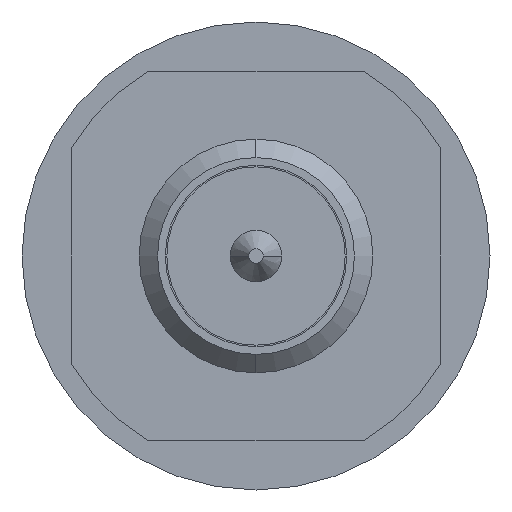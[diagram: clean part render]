
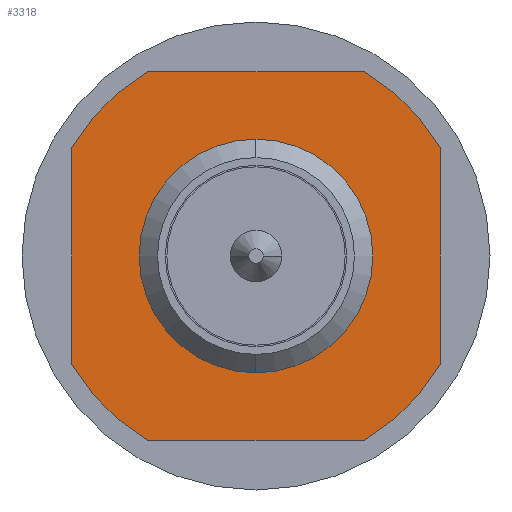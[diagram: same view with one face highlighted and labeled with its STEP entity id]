
A CAD part, front view. The second image highlights one B-rep face of the part: STEP entity #3318.
In plain terms, the highlighted planar face has unit normal (0, -1, 0).
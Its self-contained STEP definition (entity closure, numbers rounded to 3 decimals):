
#4 = CARTESIAN_POINT ( 'NONE',  ( -1.47, -18.85, 2.5 ) ) ;
#38 = DIRECTION ( 'NONE',  ( -1., 0., 0. ) ) ;
#96 = CARTESIAN_POINT ( 'NONE',  ( 0., -18.85, -1.585 ) ) ;
#116 = VERTEX_POINT ( 'NONE', #1809 ) ;
#126 = ORIENTED_EDGE ( 'NONE', *, *, #432, .F. ) ;
#127 = EDGE_CURVE ( 'Defeature ausgef�hrt3_19+Defeature ausgef�hrt3_0+Defeature ausgef�hrt3_0+Defeature ausgef�hrt3_0', #116, #3707, #3477, .T. ) ;
#179 = EDGE_CURVE ( 'Defeature ausgef�hrt3_17+Defeature ausgef�hrt3_19+Defeature ausgef�hrt3_32+Defeature ausgef�hrt3_31', #3061, #3498, #4150, .T. ) ;
#184 = CARTESIAN_POINT ( 'NONE',  ( -3.176, -18.85, -2.5 ) ) ;
#188 = EDGE_LOOP ( 'NONE', ( #3496, #1047, #478, #126, #2604, #2375, #3548, #3165 ) ) ;
#202 = AXIS2_PLACEMENT_3D ( 'NONE', #565, #2289, #4078 ) ;
#216 = CARTESIAN_POINT ( 'NONE',  ( -2.5, -18.85, 3.176 ) ) ;
#294 = VECTOR ( 'NONE', #1633, 1000. ) ;
#389 = VERTEX_POINT ( 'NONE', #1400 ) ;
#418 = CARTESIAN_POINT ( 'NONE',  ( 2.9, -18.85, 0. ) ) ;
#432 = EDGE_CURVE ( 'Defeature ausgef�hrt3_21+Defeature ausgef�hrt3_19+Defeature ausgef�hrt3_30+Defeature ausgef�hrt3_29', #3107, #1832, #841, .T. ) ;
#465 = DIRECTION ( 'NONE',  ( -1., 0., 0. ) ) ;
#478 = ORIENTED_EDGE ( 'NONE', *, *, #772, .T. ) ;
#487 = VERTEX_POINT ( 'NONE', #4 ) ;
#565 = CARTESIAN_POINT ( 'NONE',  ( 0., -18.85, 0. ) ) ;
#572 = AXIS2_PLACEMENT_3D ( 'NONE', #3239, #2587, #3946 ) ;
#594 = CARTESIAN_POINT ( 'NONE',  ( 2.5, -18.85, 1.47 ) ) ;
#771 = LINE ( 'NONE', #3089, #294 ) ;
#772 = EDGE_CURVE ( 'Defeature ausgef�hrt3_19+Defeature ausgef�hrt3_29+Defeature ausgef�hrt3_18+Defeature ausgef�hrt3_21', #3375, #1832, #1378, .T. ) ;
#841 = CIRCLE ( 'NONE', #3236, 2.9 ) ;
#927 = VECTOR ( 'NONE', #4013, 1000. ) ;
#1034 = FACE_OUTER_BOUND ( 'NONE', #188, .T. ) ;
#1047 = ORIENTED_EDGE ( 'NONE', *, *, #2912, .F. ) ;
#1052 = CARTESIAN_POINT ( 'NONE',  ( 0., -18.85, 0. ) ) ;
#1186 = LINE ( 'NONE', #4524, #2015 ) ;
#1378 = LINE ( 'NONE', #216, #1485 ) ;
#1400 = CARTESIAN_POINT ( 'NONE',  ( 2.5, -18.85, -1.47 ) ) ;
#1438 = AXIS2_PLACEMENT_3D ( 'NONE', #4502, #2030, #2733 ) ;
#1485 = VECTOR ( 'NONE', #3031, 1000. ) ;
#1615 = VERTEX_POINT ( 'NONE', #2045 ) ;
#1633 = DIRECTION ( 'NONE',  ( 0., 0., 1. ) ) ;
#1696 = CARTESIAN_POINT ( 'NONE',  ( -1.47, -18.85, -2.5 ) ) ;
#1776 = CARTESIAN_POINT ( 'NONE',  ( -2.5, -18.85, 1.47 ) ) ;
#1809 = CARTESIAN_POINT ( 'NONE',  ( 0., -18.85, 1.585 ) ) ;
#1832 = VERTEX_POINT ( 'NONE', #2855 ) ;
#1846 = CIRCLE ( 'NONE', #3627, 2.9 ) ;
#1850 = LINE ( 'NONE', #184, #927 ) ;
#2015 = VECTOR ( 'NONE', #2439, 1000. ) ;
#2029 = CIRCLE ( 'NONE', #1438, 1.585 ) ;
#2030 = DIRECTION ( 'NONE',  ( 0., 1., 0. ) ) ;
#2045 = CARTESIAN_POINT ( 'NONE',  ( 1.47, -18.85, -2.5 ) ) ;
#2123 = CIRCLE ( 'NONE', #4223, 2.9 ) ;
#2170 = EDGE_CURVE ( 'Defeature ausgef�hrt3_19+Defeature ausgef�hrt3_0+Defeature ausgef�hrt3_0+Defeature ausgef�hrt3_0', #3707, #116, #2029, .T. ) ;
#2249 = ORIENTED_EDGE ( 'NONE', *, *, #127, .T. ) ;
#2289 = DIRECTION ( 'NONE',  ( 0., 1., 0. ) ) ;
#2375 = ORIENTED_EDGE ( 'NONE', *, *, #3654, .F. ) ;
#2439 = DIRECTION ( 'NONE',  ( -1., 0., 0. ) ) ;
#2476 = DIRECTION ( 'NONE',  ( 0., 1., 0. ) ) ;
#2481 = DIRECTION ( 'NONE',  ( 0., 1., 0. ) ) ;
#2491 = AXIS2_PLACEMENT_3D ( 'NONE', #418, #3579, #3595 ) ;
#2492 = CARTESIAN_POINT ( 'NONE',  ( 0., -18.85, 0. ) ) ;
#2507 = EDGE_CURVE ( 'Defeature ausgef�hrt3_19+Defeature ausgef�hrt3_30+Defeature ausgef�hrt3_21+Defeature ausgef�hrt3_20', #3107, #1615, #1850, .T. ) ;
#2587 = DIRECTION ( 'NONE',  ( 0., 1., 0. ) ) ;
#2604 = ORIENTED_EDGE ( 'NONE', *, *, #2507, .T. ) ;
#2624 = EDGE_CURVE ( 'Defeature ausgef�hrt3_19+Defeature ausgef�hrt3_31+Defeature ausgef�hrt3_20+Defeature ausgef�hrt3_17', #389, #3498, #771, .T. ) ;
#2678 = CARTESIAN_POINT ( 'NONE',  ( 1.47, -18.85, 2.5 ) ) ;
#2713 = ORIENTED_EDGE ( 'NONE', *, *, #2170, .T. ) ;
#2733 = DIRECTION ( 'NONE',  ( -1., 0., 0. ) ) ;
#2855 = CARTESIAN_POINT ( 'NONE',  ( -2.5, -18.85, -1.47 ) ) ;
#2887 = PLANE ( 'NONE',  #2491 ) ;
#2912 = EDGE_CURVE ( 'Defeature ausgef�hrt3_18+Defeature ausgef�hrt3_19+Defeature ausgef�hrt3_29+Defeature ausgef�hrt3_32', #3375, #487, #1846, .T. ) ;
#3031 = DIRECTION ( 'NONE',  ( 0., 0., -1. ) ) ;
#3061 = VERTEX_POINT ( 'NONE', #2678 ) ;
#3089 = CARTESIAN_POINT ( 'NONE',  ( 2.5, -18.85, -3.176 ) ) ;
#3107 = VERTEX_POINT ( 'NONE', #1696 ) ;
#3165 = ORIENTED_EDGE ( 'NONE', *, *, #179, .F. ) ;
#3177 = DIRECTION ( 'NONE',  ( -1., 0., 0. ) ) ;
#3221 = EDGE_LOOP ( 'NONE', ( #2249, #2713 ) ) ;
#3236 = AXIS2_PLACEMENT_3D ( 'NONE', #4222, #3813, #38 ) ;
#3239 = CARTESIAN_POINT ( 'NONE',  ( 0., -18.85, 0. ) ) ;
#3318 = ADVANCED_FACE ( 'Defeature ausgef�hrt3_19', ( #4393, #1034 ), #2887, .F. ) ;
#3375 = VERTEX_POINT ( 'NONE', #1776 ) ;
#3477 = CIRCLE ( 'NONE', #572, 1.585 ) ;
#3496 = ORIENTED_EDGE ( 'NONE', *, *, #3644, .T. ) ;
#3498 = VERTEX_POINT ( 'NONE', #594 ) ;
#3548 = ORIENTED_EDGE ( 'NONE', *, *, #2624, .T. ) ;
#3579 = DIRECTION ( 'NONE',  ( 0., 1., 0. ) ) ;
#3595 = DIRECTION ( 'NONE',  ( -1., 0., 0. ) ) ;
#3627 = AXIS2_PLACEMENT_3D ( 'NONE', #2492, #2481, #465 ) ;
#3644 = EDGE_CURVE ( 'Defeature ausgef�hrt3_19+Defeature ausgef�hrt3_32+Defeature ausgef�hrt3_17+Defeature ausgef�hrt3_18', #3061, #487, #1186, .T. ) ;
#3654 = EDGE_CURVE ( 'Defeature ausgef�hrt3_20+Defeature ausgef�hrt3_19+Defeature ausgef�hrt3_31+Defeature ausgef�hrt3_30', #389, #1615, #2123, .T. ) ;
#3707 = VERTEX_POINT ( 'NONE', #96 ) ;
#3813 = DIRECTION ( 'NONE',  ( 0., 1., 0. ) ) ;
#3946 = DIRECTION ( 'NONE',  ( -1., 0., 0. ) ) ;
#4013 = DIRECTION ( 'NONE',  ( 1., 0., 0. ) ) ;
#4078 = DIRECTION ( 'NONE',  ( -1., 0., 0. ) ) ;
#4150 = CIRCLE ( 'NONE', #202, 2.9 ) ;
#4222 = CARTESIAN_POINT ( 'NONE',  ( 0., -18.85, 0. ) ) ;
#4223 = AXIS2_PLACEMENT_3D ( 'NONE', #1052, #2476, #3177 ) ;
#4393 = FACE_BOUND ( 'NONE', #3221, .T. ) ;
#4502 = CARTESIAN_POINT ( 'NONE',  ( 0., -18.85, 0. ) ) ;
#4524 = CARTESIAN_POINT ( 'NONE',  ( 3.176, -18.85, 2.5 ) ) ;
